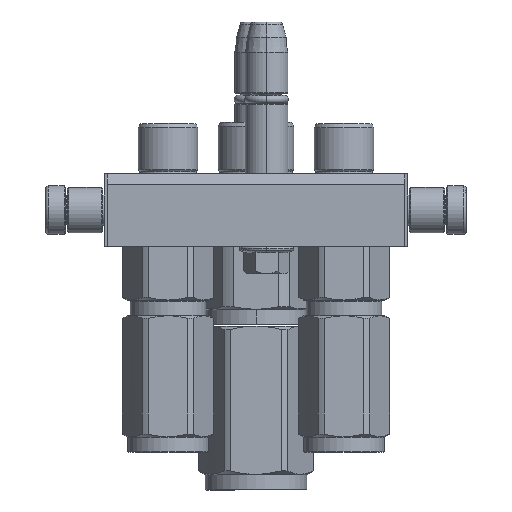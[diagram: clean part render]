
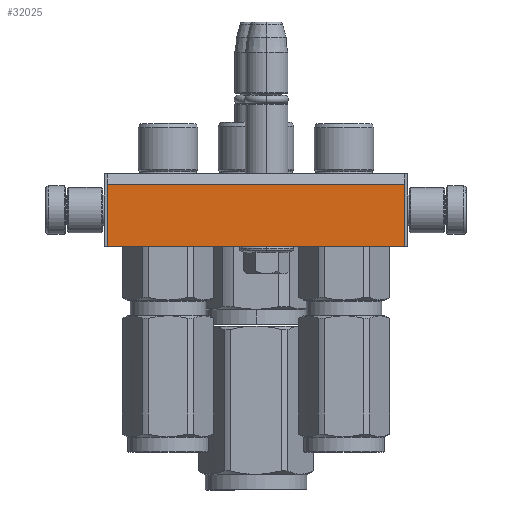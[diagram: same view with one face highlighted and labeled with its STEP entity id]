
A CAD part, left-side view. The second image highlights one B-rep face of the part: STEP entity #32025.
In plain terms, the highlighted face is planar.
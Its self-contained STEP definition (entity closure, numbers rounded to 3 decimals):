
#1499 = CARTESIAN_POINT ( 'NONE',  ( -20., 3.464, 24. ) ) ;
#2396 = CARTESIAN_POINT ( 'NONE',  ( 78., 24., 24. ) ) ;
#4074 = VERTEX_POINT ( 'NONE', #52049 ) ;
#5111 = CARTESIAN_POINT ( 'NONE',  ( -20., 24., 24. ) ) ;
#6970 = DIRECTION ( 'NONE',  ( 1., 0., 0. ) ) ;
#9511 = DIRECTION ( 'NONE',  ( 0., 1., 0. ) ) ;
#10358 = ORIENTED_EDGE ( 'NONE', *, *, #16920, .F. ) ;
#10492 = EDGE_CURVE ( 'NONE', #47111, #24388, #35444, .T. ) ;
#12105 = PLANE ( 'NONE',  #33577 ) ;
#13997 = VECTOR ( 'NONE', #48438, 1000. ) ;
#15936 = EDGE_CURVE ( 'NONE', #46808, #47111, #45264, .T. ) ;
#16710 = LINE ( 'NONE', #5111, #13997 ) ;
#16920 = EDGE_CURVE ( 'NONE', #46808, #4074, #43101, .T. ) ;
#19472 = FACE_OUTER_BOUND ( 'NONE', #35872, .T. ) ;
#24388 = VERTEX_POINT ( 'NONE', #2396 ) ;
#28639 = CARTESIAN_POINT ( 'NONE',  ( -21., 0., 24. ) ) ;
#28976 = CARTESIAN_POINT ( 'NONE',  ( -20., 3.464, 24. ) ) ;
#31737 = CARTESIAN_POINT ( 'NONE',  ( -20., 3.464, 24. ) ) ;
#32025 = ADVANCED_FACE ( 'NONE', ( #19472 ), #12105, .T. ) ;
#33038 = DIRECTION ( 'NONE',  ( 0., 0., 1. ) ) ;
#33577 = AXIS2_PLACEMENT_3D ( 'NONE', #28639, #33038, #6970 ) ;
#33596 = VECTOR ( 'NONE', #50650, 1000. ) ;
#35364 = CARTESIAN_POINT ( 'NONE',  ( 78., 3.464, 24. ) ) ;
#35444 = LINE ( 'NONE', #35364, #53760 ) ;
#35872 = EDGE_LOOP ( 'NONE', ( #38812, #10358, #42350, #44720 ) ) ;
#36454 = VECTOR ( 'NONE', #53349, 1000. ) ;
#38812 = ORIENTED_EDGE ( 'NONE', *, *, #54233, .F. ) ;
#42350 = ORIENTED_EDGE ( 'NONE', *, *, #15936, .T. ) ;
#43101 = LINE ( 'NONE', #28976, #33596 ) ;
#44720 = ORIENTED_EDGE ( 'NONE', *, *, #10492, .T. ) ;
#45264 = LINE ( 'NONE', #31737, #36454 ) ;
#46808 = VERTEX_POINT ( 'NONE', #1499 ) ;
#46874 = CARTESIAN_POINT ( 'NONE',  ( 78., 3.464, 24. ) ) ;
#47111 = VERTEX_POINT ( 'NONE', #46874 ) ;
#48438 = DIRECTION ( 'NONE',  ( 1., 0., 0. ) ) ;
#50650 = DIRECTION ( 'NONE',  ( 0., 1., 0. ) ) ;
#52049 = CARTESIAN_POINT ( 'NONE',  ( -20., 24., 24. ) ) ;
#53349 = DIRECTION ( 'NONE',  ( 1., 0., 0. ) ) ;
#53760 = VECTOR ( 'NONE', #9511, 1000. ) ;
#54233 = EDGE_CURVE ( 'NONE', #4074, #24388, #16710, .T. ) ;
